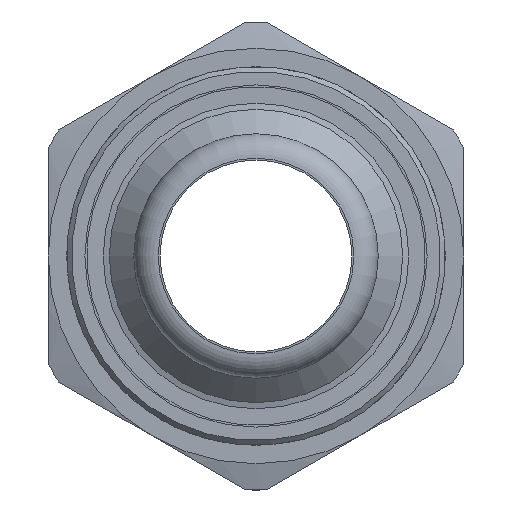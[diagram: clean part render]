
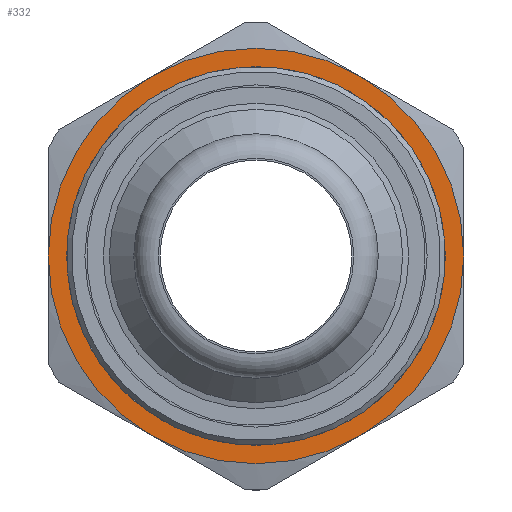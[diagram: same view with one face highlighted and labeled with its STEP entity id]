
A CAD part, left-side view. The second image highlights one B-rep face of the part: STEP entity #332.
In plain terms, the highlighted planar face has unit normal (-1, 0, 0).
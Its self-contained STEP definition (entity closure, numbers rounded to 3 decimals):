
#236=CARTESIAN_POINT('',(23.5,7.75,0.));
#237=VERTEX_POINT('',#236);
#238=CARTESIAN_POINT('',(23.5,0.0,0.0));
#239=DIRECTION('',(-1.0,0.0,0.0));
#240=DIRECTION('',(0.0,-1.0,0.0));
#241=AXIS2_PLACEMENT_3D('',#238,#239,#240);
#242=CIRCLE('',#241,7.75);
#243=EDGE_CURVE('',#237,#237,#242,.T.);
#268=CARTESIAN_POINT('',(23.5,7.75,0.0));
#269=DIRECTION('',(-1.0,0.0,0.0));
#270=DIRECTION('',(0.0,0.0,1.0));
#271=AXIS2_PLACEMENT_3D('',#268,#269,#270);
#272=PLANE('',#271);
#273=CARTESIAN_POINT('',(23.5,8.5,0.0));
#274=VERTEX_POINT('',#273);
#275=CARTESIAN_POINT('',(23.5,4.25,7.361));
#276=VERTEX_POINT('',#275);
#277=CARTESIAN_POINT('',(23.5,0.0,0.0));
#278=DIRECTION('',(1.0,0.0,0.0));
#279=DIRECTION('',(0.0,1.0,0.0));
#280=AXIS2_PLACEMENT_3D('',#277,#278,#279);
#281=CIRCLE('',#280,8.5);
#282=EDGE_CURVE('',#274,#276,#281,.T.);
#283=ORIENTED_EDGE('',*,*,#282,.F.);
#284=CARTESIAN_POINT('',(23.5,4.25,-7.361));
#285=VERTEX_POINT('',#284);
#286=CARTESIAN_POINT('',(23.5,0.0,0.0));
#287=DIRECTION('',(1.0,0.0,0.0));
#288=DIRECTION('',(0.0,1.0,0.0));
#289=AXIS2_PLACEMENT_3D('',#286,#287,#288);
#290=CIRCLE('',#289,8.5);
#291=EDGE_CURVE('',#285,#274,#290,.T.);
#292=ORIENTED_EDGE('',*,*,#291,.F.);
#293=CARTESIAN_POINT('',(23.5,-4.25,-7.361));
#294=VERTEX_POINT('',#293);
#295=CARTESIAN_POINT('',(23.5,0.0,0.0));
#296=DIRECTION('',(1.0,0.0,0.0));
#297=DIRECTION('',(0.0,1.0,0.0));
#298=AXIS2_PLACEMENT_3D('',#295,#296,#297);
#299=CIRCLE('',#298,8.5);
#300=EDGE_CURVE('',#294,#285,#299,.T.);
#301=ORIENTED_EDGE('',*,*,#300,.F.);
#302=CARTESIAN_POINT('',(23.5,-8.5,0.));
#303=VERTEX_POINT('',#302);
#304=CARTESIAN_POINT('',(23.5,0.0,0.0));
#305=DIRECTION('',(1.0,0.0,0.0));
#306=DIRECTION('',(0.0,1.0,0.0));
#307=AXIS2_PLACEMENT_3D('',#304,#305,#306);
#308=CIRCLE('',#307,8.5);
#309=EDGE_CURVE('',#303,#294,#308,.T.);
#310=ORIENTED_EDGE('',*,*,#309,.F.);
#311=CARTESIAN_POINT('',(23.5,-4.25,7.361));
#312=VERTEX_POINT('',#311);
#313=CARTESIAN_POINT('',(23.5,0.0,0.0));
#314=DIRECTION('',(1.0,0.0,0.0));
#315=DIRECTION('',(0.0,1.0,0.0));
#316=AXIS2_PLACEMENT_3D('',#313,#314,#315);
#317=CIRCLE('',#316,8.5);
#318=EDGE_CURVE('',#312,#303,#317,.T.);
#319=ORIENTED_EDGE('',*,*,#318,.F.);
#320=CARTESIAN_POINT('',(23.5,0.0,0.0));
#321=DIRECTION('',(1.0,0.0,0.0));
#322=DIRECTION('',(0.0,1.0,0.0));
#323=AXIS2_PLACEMENT_3D('',#320,#321,#322);
#324=CIRCLE('',#323,8.5);
#325=EDGE_CURVE('',#276,#312,#324,.T.);
#326=ORIENTED_EDGE('',*,*,#325,.F.);
#327=EDGE_LOOP('',(#283,#292,#301,#310,#319,#326));
#328=FACE_OUTER_BOUND('',#327,.T.);
#329=ORIENTED_EDGE('',*,*,#243,.F.);
#330=EDGE_LOOP('',(#329));
#331=FACE_BOUND('',#330,.T.);
#332=ADVANCED_FACE('',(#328,#331),#272,.T.);
